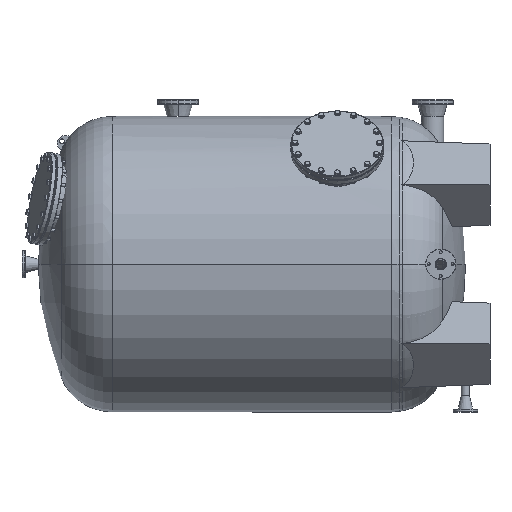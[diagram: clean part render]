
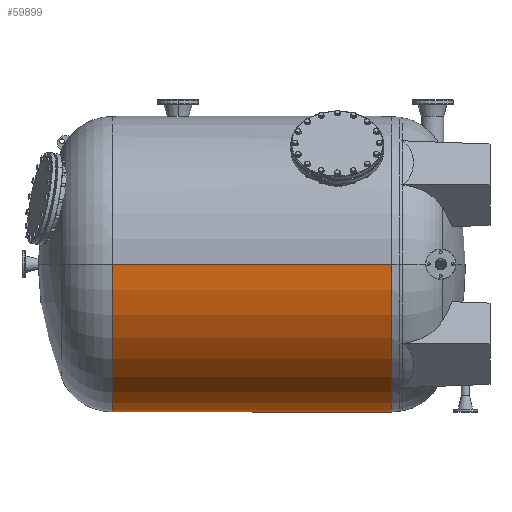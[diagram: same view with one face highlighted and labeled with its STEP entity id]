
A CAD part, left-side view. The second image highlights one B-rep face of the part: STEP entity #59899.
In plain terms, the highlighted cylindrical face has radius 900 mm (diameter 1800 mm), a partial arc.
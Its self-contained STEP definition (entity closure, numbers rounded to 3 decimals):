
#1562 = CYLINDRICAL_SURFACE ( 'NONE', #19043, 900. ) ;
#2074 = DIRECTION ( 'NONE',  ( 0., 1., 0. ) ) ;
#3069 = DIRECTION ( 'NONE',  ( -1., 0., 0. ) ) ;
#5700 = CARTESIAN_POINT ( 'NONE',  ( -96.222, 1031.954, 29.066 ) ) ;
#6796 = AXIS2_PLACEMENT_3D ( 'NONE', #31923, #47157, #60322 ) ;
#8186 = VERTEX_POINT ( 'NONE', #32643 ) ;
#9255 = AXIS2_PLACEMENT_3D ( 'NONE', #5700, #28769, #15034 ) ;
#9354 = VERTEX_POINT ( 'NONE', #59739 ) ;
#9519 = VERTEX_POINT ( 'NONE', #28823 ) ;
#11857 = ORIENTED_EDGE ( 'NONE', *, *, #60668, .T. ) ;
#12288 = EDGE_CURVE ( 'NONE', #9519, #8186, #25808, .T. ) ;
#15034 = DIRECTION ( 'NONE',  ( -1., 0., 0. ) ) ;
#19043 = AXIS2_PLACEMENT_3D ( 'NONE', #21496, #60466, #3069 ) ;
#20590 = ORIENTED_EDGE ( 'NONE', *, *, #12288, .F. ) ;
#21496 = CARTESIAN_POINT ( 'NONE',  ( -96.222, 1481.954, 29.066 ) ) ;
#24597 = EDGE_LOOP ( 'NONE', ( #20590, #11857, #41744, #46208 ) ) ;
#25808 = LINE ( 'NONE', #44803, #39415 ) ;
#27938 = EDGE_CURVE ( 'NONE', #28398, #9354, #47072, .T. ) ;
#28398 = VERTEX_POINT ( 'NONE', #42868 ) ;
#28769 = DIRECTION ( 'NONE',  ( 0., 1., 0. ) ) ;
#28823 = CARTESIAN_POINT ( 'NONE',  ( 803.778, -668.046, 29.066 ) ) ;
#29338 = FACE_OUTER_BOUND ( 'NONE', #24597, .T. ) ;
#31923 = CARTESIAN_POINT ( 'NONE',  ( -96.222, -668.046, 29.066 ) ) ;
#32435 = EDGE_CURVE ( 'NONE', #8186, #9354, #61134, .T. ) ;
#32643 = CARTESIAN_POINT ( 'NONE',  ( 803.778, 1031.954, 29.066 ) ) ;
#37668 = CIRCLE ( 'NONE', #6796, 900. ) ;
#37755 = DIRECTION ( 'NONE',  ( 0., 1., 0. ) ) ;
#39415 = VECTOR ( 'NONE', #2074, 1000. ) ;
#41744 = ORIENTED_EDGE ( 'NONE', *, *, #27938, .T. ) ;
#41946 = VECTOR ( 'NONE', #37755, 1000. ) ;
#42868 = CARTESIAN_POINT ( 'NONE',  ( -996.222, -668.046, 29.066 ) ) ;
#44803 = CARTESIAN_POINT ( 'NONE',  ( 803.778, 1481.954, 29.066 ) ) ;
#46208 = ORIENTED_EDGE ( 'NONE', *, *, #32435, .F. ) ;
#47072 = LINE ( 'NONE', #51766, #41946 ) ;
#47157 = DIRECTION ( 'NONE',  ( 0., 1., 0. ) ) ;
#51766 = CARTESIAN_POINT ( 'NONE',  ( -996.222, 1481.954, 29.066 ) ) ;
#59739 = CARTESIAN_POINT ( 'NONE',  ( -996.222, 1031.954, 29.066 ) ) ;
#59899 = ADVANCED_FACE ( 'NONE', ( #29338 ), #1562, .T. ) ;
#60322 = DIRECTION ( 'NONE',  ( -1., 0., 0. ) ) ;
#60466 = DIRECTION ( 'NONE',  ( 0., 1., 0. ) ) ;
#60668 = EDGE_CURVE ( 'NONE', #9519, #28398, #37668, .T. ) ;
#61134 = CIRCLE ( 'NONE', #9255, 900. ) ;
